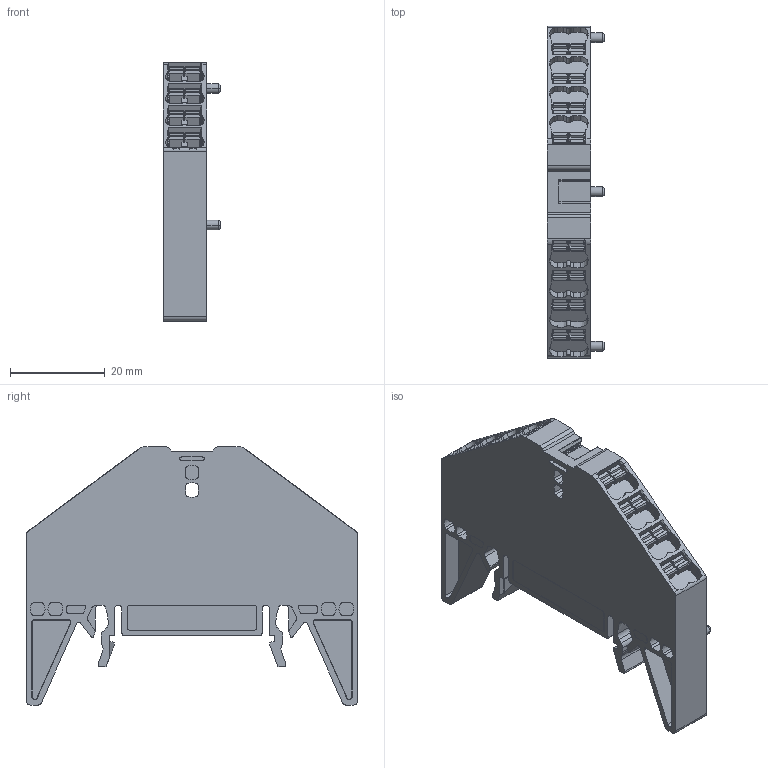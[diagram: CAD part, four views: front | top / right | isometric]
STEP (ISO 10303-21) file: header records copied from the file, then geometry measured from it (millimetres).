
FILE_DESCRIPTION(('CATIA V5 STEP Exchange','CAx-IF Rec.Pracs.--- Model Styling and Organization---1.4--- 2014-01-23'),'2;1');
FILE_NAME ('010069-2_0', '2021-03-19T08:30:06+00:00', ('none'), ('Weidmueller'), 'CATIA Version 5-6 Release 2016 SP3 HF44', 'CATIA V5 STEP AP214', 'none');
FILE_SCHEMA(('AUTOMOTIVE_DESIGN { 1 0 10303 214 1 1 1 1 }'));
Length unit declared in the file: millimetre
Products named in the file (1): 1267890000
Bounding box: 12.2 x 70 x 54.5 mm (x, y, z)
Volume: 19019.3 mm3; surface area: 11589.5 mm2
Topology: 17 solids, 17 shells, 1074 faces, 3043 edges, 2032 vertices
Faces by surface type: plane 659, cylinder 250, cone 155, bspline 8, extrusion 2
Entity records: 35177 total; most frequent: CARTESIAN_POINT 8895, ORIENTED_EDGE 6086, DIRECTION 4346, EDGE_CURVE 3043, VECTOR 2045, LINE 2043, VERTEX_POINT 2032, AXIS2_PLACEMENT_3D 1357
